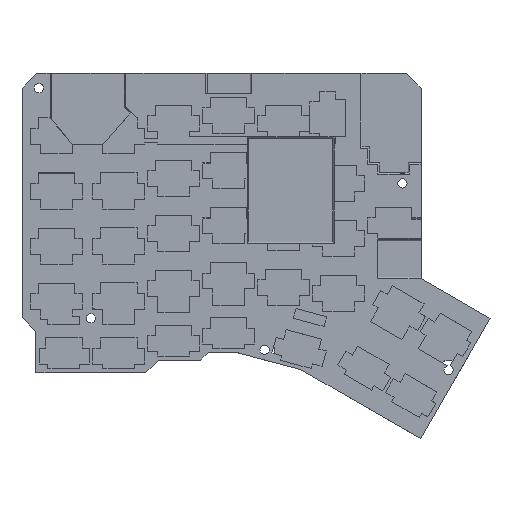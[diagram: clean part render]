
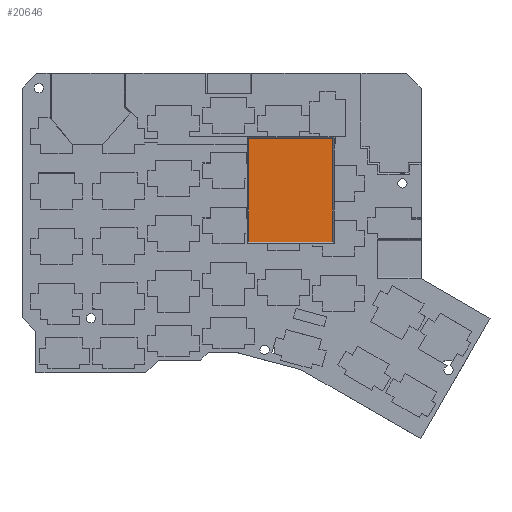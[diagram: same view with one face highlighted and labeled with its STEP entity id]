
A CAD part, top view. The second image highlights one B-rep face of the part: STEP entity #20646.
In plain terms, the highlighted planar face has unit normal (0, 0, 1).
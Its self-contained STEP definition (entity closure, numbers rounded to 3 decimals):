
#326=FACE_OUTER_BOUND('',#1485,.T.);
#1485=EDGE_LOOP('',(#14537,#14538,#14539,#14540));
#3182=LINE('',#29875,#6153);
#3187=LINE('',#29885,#6158);
#3190=LINE('',#29891,#6161);
#3193=LINE('',#29895,#6164);
#6153=VECTOR('',#23897,10.);
#6158=VECTOR('',#23904,10.);
#6161=VECTOR('',#23909,10.);
#6164=VECTOR('',#23914,10.);
#8933=VERTEX_POINT('',#29873);
#8934=VERTEX_POINT('',#29874);
#8938=VERTEX_POINT('',#29884);
#8940=VERTEX_POINT('',#29890);
#11020=EDGE_CURVE('',#8933,#8934,#3182,.T.);
#11025=EDGE_CURVE('',#8934,#8938,#3187,.T.);
#11028=EDGE_CURVE('',#8938,#8940,#3190,.T.);
#11031=EDGE_CURVE('',#8940,#8933,#3193,.T.);
#14537=ORIENTED_EDGE('',*,*,#11020,.F.);
#14538=ORIENTED_EDGE('',*,*,#11031,.F.);
#14539=ORIENTED_EDGE('',*,*,#11028,.F.);
#14540=ORIENTED_EDGE('',*,*,#11025,.F.);
#19492=PLANE('',#21806);
#20646=ADVANCED_FACE('',(#326),#19492,.F.);
#21806=AXIS2_PLACEMENT_3D('',#29934,#23938,#23939);
#23897=DIRECTION('',(-1.,0.,0.));
#23904=DIRECTION('',(0.,1.,0.));
#23909=DIRECTION('',(1.,0.,0.));
#23914=DIRECTION('',(0.,-1.,0.));
#23938=DIRECTION('center_axis',(0.,0.,-1.));
#23939=DIRECTION('ref_axis',(-1.,0.,0.));
#29873=CARTESIAN_POINT('',(187.202,-107.255,-6.7));
#29874=CARTESIAN_POINT('',(158.002,-107.255,-6.7));
#29875=CARTESIAN_POINT('',(165.052,-107.255,-6.7));
#29884=CARTESIAN_POINT('',(158.002,-71.255,-6.7));
#29885=CARTESIAN_POINT('',(158.002,-81.255,-6.7));
#29890=CARTESIAN_POINT('',(187.202,-71.255,-6.7));
#29891=CARTESIAN_POINT('',(180.152,-71.255,-6.7));
#29895=CARTESIAN_POINT('',(187.202,-98.505,-6.7));
#29934=CARTESIAN_POINT('Origin',(172.602,-89.255,-6.7));
